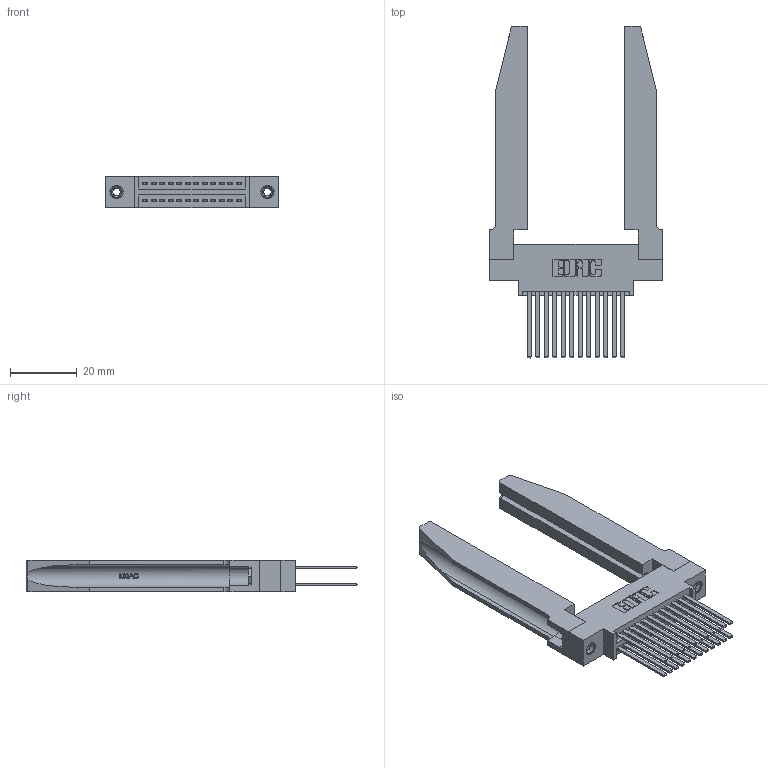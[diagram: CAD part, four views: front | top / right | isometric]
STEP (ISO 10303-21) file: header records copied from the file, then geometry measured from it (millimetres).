
FILE_DESCRIPTION (( 'STEP AP203' ), '1' );
FILE_NAME ('345-024-544-878.STEP', '2019-10-27T17:27:56', ( '' ), ( '' ), 'SwSTEP 2.0', 'SolidWorks 2016', '' );
FILE_SCHEMA (( 'CONFIG_CONTROL_DESIGN' ));
Length unit declared in the file: inch
Products named in the file (5): 345-250-001_345-250-001-102; 345 Part_0.170 Offset - 0.156 Dia-TH; 345-220-078_345-220-078; 345-292-001_345-293-144; 345-024-544-878
Assembly tree (29 placements, depth 2):
  345-024-544-878
    345 Part_0.170 Offset - 0.156 Dia-TH
    345-292-001_345-293-144  x24
    345-250-001_345-250-001-102  x2
    345-220-078_345-220-078  x2
Bounding box: 51.71 x 99.24 x 9.4 mm (x, y, z)
Volume: 12738.6 mm3; surface area: 14730.7 mm2
Topology: 29 solids, 29 shells, 1420 faces, 4105 edges, 2694 vertices
Faces by surface type: plane 922, cylinder 446, bspline 36, cone 12, torus 4
Entity records: 18142 total; most frequent: CARTESIAN_POINT 3987, ORIENTED_EDGE 2818, DIRECTION 2543, EDGE_CURVE 1409, VECTOR 1139, LINE 1139, VERTEX_POINT 932, AXIS2_PLACEMENT_3D 702
